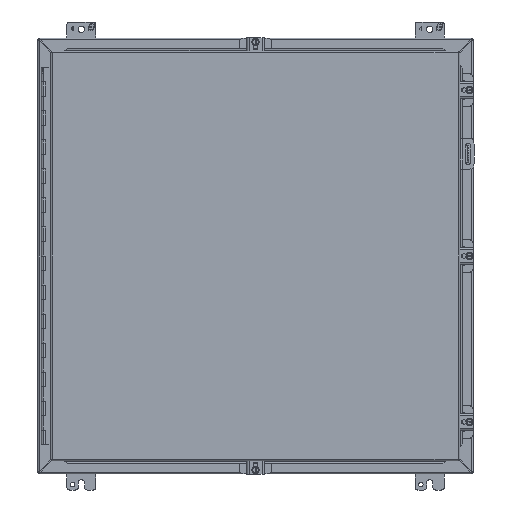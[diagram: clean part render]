
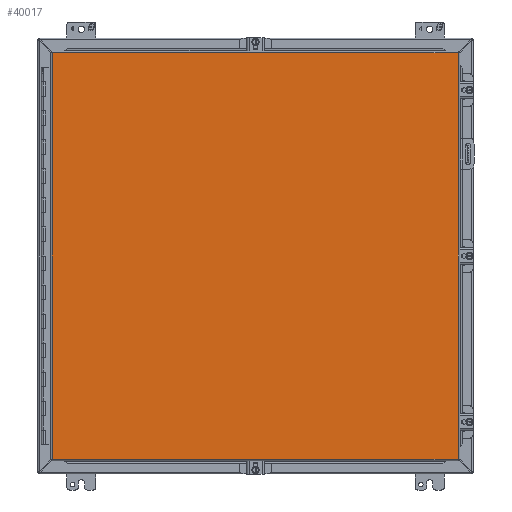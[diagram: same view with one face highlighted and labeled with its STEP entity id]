
A CAD part, front view. The second image highlights one B-rep face of the part: STEP entity #40017.
In plain terms, the highlighted planar face has unit normal (0, -1, 0).
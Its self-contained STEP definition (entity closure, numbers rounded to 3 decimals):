
#606 = DIRECTION ( 'NONE',  ( -1., 0., 0. ) ) ;
#1031 = DIRECTION ( 'NONE',  ( 0., 0., -1. ) ) ;
#1069 = CARTESIAN_POINT ( 'NONE',  ( -14.017, -9.21, -13.995 ) ) ;
#1192 = EDGE_CURVE ( 'NONE', #20602, #3496, #45708, .T. ) ;
#1668 = CARTESIAN_POINT ( 'NONE',  ( 13.955, -9.21, -13.995 ) ) ;
#2302 = ORIENTED_EDGE ( 'NONE', *, *, #30857, .F. ) ;
#3496 = VERTEX_POINT ( 'NONE', #38131 ) ;
#7886 = LINE ( 'NONE', #52678, #57052 ) ;
#8722 = ORIENTED_EDGE ( 'NONE', *, *, #51604, .F. ) ;
#11226 = CARTESIAN_POINT ( 'NONE',  ( -14.017, -9.21, 13.995 ) ) ;
#11735 = ORIENTED_EDGE ( 'NONE', *, *, #1192, .F. ) ;
#13208 = EDGE_CURVE ( 'NONE', #49715, #46179, #37983, .T. ) ;
#14485 = DIRECTION ( 'NONE',  ( 0., 0., 1. ) ) ;
#14591 = CARTESIAN_POINT ( 'NONE',  ( 13.955, -9.21, 13.994 ) ) ;
#20602 = VERTEX_POINT ( 'NONE', #1668 ) ;
#23468 = DIRECTION ( 'NONE',  ( 1., 0., 0. ) ) ;
#25206 = CARTESIAN_POINT ( 'NONE',  ( -14.017, -9.21, 13.994 ) ) ;
#25645 = DIRECTION ( 'NONE',  ( 0., 0., -1. ) ) ;
#27252 = PLANE ( 'NONE',  #56096 ) ;
#30336 = VECTOR ( 'NONE', #606, 39.37 ) ;
#30857 = EDGE_CURVE ( 'NONE', #3496, #49715, #41533, .T. ) ;
#35689 = DIRECTION ( 'NONE',  ( 0., -1., 0. ) ) ;
#37983 = LINE ( 'NONE', #11226, #40241 ) ;
#38131 = CARTESIAN_POINT ( 'NONE',  ( -14.017, -9.21, -13.995 ) ) ;
#38475 = VECTOR ( 'NONE', #14485, 39.37 ) ;
#40017 = ADVANCED_FACE ( 'NONE', ( #57500 ), #27252, .T. ) ;
#40241 = VECTOR ( 'NONE', #23468, 39.37 ) ;
#40900 = CARTESIAN_POINT ( 'NONE',  ( -14.017, -9.21, -13.995 ) ) ;
#41048 = CARTESIAN_POINT ( 'NONE',  ( 13.955, -9.21, -13.995 ) ) ;
#41533 = LINE ( 'NONE', #1069, #38475 ) ;
#45708 = LINE ( 'NONE', #41048, #30336 ) ;
#46179 = VERTEX_POINT ( 'NONE', #14591 ) ;
#49715 = VERTEX_POINT ( 'NONE', #25206 ) ;
#51604 = EDGE_CURVE ( 'NONE', #46179, #20602, #7886, .T. ) ;
#52678 = CARTESIAN_POINT ( 'NONE',  ( 13.955, -9.21, 13.995 ) ) ;
#54523 = EDGE_LOOP ( 'NONE', ( #8722, #55243, #2302, #11735 ) ) ;
#55243 = ORIENTED_EDGE ( 'NONE', *, *, #13208, .F. ) ;
#56096 = AXIS2_PLACEMENT_3D ( 'NONE', #40900, #35689, #1031 ) ;
#57052 = VECTOR ( 'NONE', #25645, 39.37 ) ;
#57500 = FACE_OUTER_BOUND ( 'NONE', #54523, .T. ) ;
